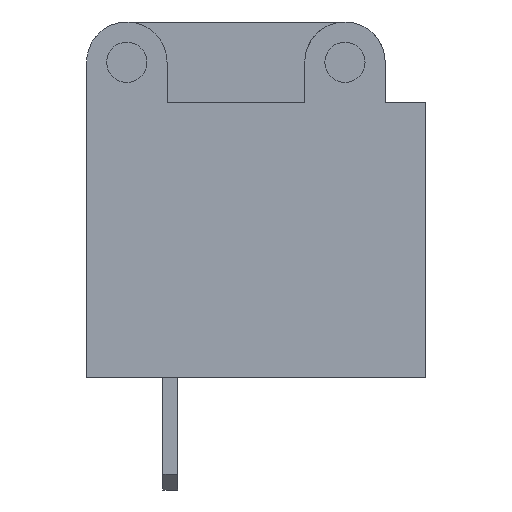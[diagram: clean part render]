
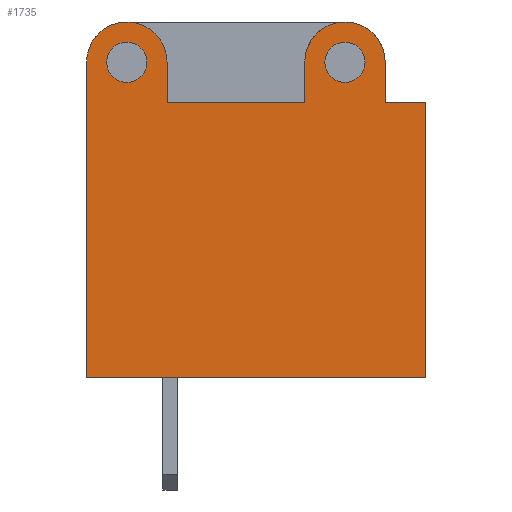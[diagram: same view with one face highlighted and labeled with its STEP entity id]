
A CAD part, left-side view. The second image highlights one B-rep face of the part: STEP entity #1735.
In plain terms, the highlighted planar face has unit normal (-1, 0, 0).
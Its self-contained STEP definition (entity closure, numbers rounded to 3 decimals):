
#13=DIRECTION('',(0.,0.,1.));
#22=VERTEX_POINT('',#23);
#23=CARTESIAN_POINT('',(-5.5,-12.05,0.));
#28=DIRECTION('',(1.,0.,0.));
#30=EDGE_CURVE('',#22,#31,#33,.T.);
#31=VERTEX_POINT('',#32);
#32=CARTESIAN_POINT('',(-5.5,-12.05,13.));
#33=LINE('',#23,#34);
#34=VECTOR('',#13,1.);
#58=VECTOR('',#59,1.);
#59=DIRECTION('',(0.,0.,-1.));
#257=DIRECTION('',(0.,1.,0.));
#262=EDGE_CURVE('',#263,#22,#265,.T.);
#263=VERTEX_POINT('',#264);
#264=CARTESIAN_POINT('',(-5.5,3.95,0.));
#265=LINE('',#264,#266);
#266=VECTOR('',#267,1.);
#267=DIRECTION('',(0.,-1.,0.));
#279=DIRECTION('',(-1.,0.,0.));
#818=VECTOR('',#819,1.);
#819=DIRECTION('',(0.,0.,-1.));
#1728=VERTEX_POINT('',#1729);
#1729=CARTESIAN_POINT('',(-5.5,-10.15,13.));
#1731=ORIENTED_EDGE('',*,*,#1732,.T.);
#1732=EDGE_CURVE('',#1728,#31,#1733,.T.);
#1733=LINE('',#1734,#266);
#1734=CARTESIAN_POINT('',(-5.5,3.95,13.));
#1735=ADVANCED_FACE('',(#1736,#1776,#1784),#1792,.F.);
#1736=FACE_BOUND('',#1737,.F.);
#1737=EDGE_LOOP('',(#1738,#1743,#1750,#1755,#1759,#1764,#1771,#1731,#1774,#1775));
#1738=ORIENTED_EDGE('',*,*,#1739,.F.);
#1739=EDGE_CURVE('',#1740,#263,#1742,.T.);
#1740=VERTEX_POINT('',#1741);
#1741=CARTESIAN_POINT('',(-5.5,3.95,14.9));
#1742=LINE('',#1741,#58);
#1743=ORIENTED_EDGE('',*,*,#1744,.T.);
#1744=EDGE_CURVE('',#1740,#1745,#1747,.T.);
#1745=VERTEX_POINT('',#1746);
#1746=CARTESIAN_POINT('',(-5.5,0.15,14.9));
#1747=CIRCLE('',#1748,1.9);
#1748=AXIS2_PLACEMENT_3D('',#1749,#28,#257);
#1749=CARTESIAN_POINT('',(-5.5,2.05,14.9));
#1750=ORIENTED_EDGE('',*,*,#1751,.T.);
#1751=EDGE_CURVE('',#1745,#1752,#1754,.T.);
#1752=VERTEX_POINT('',#1753);
#1753=CARTESIAN_POINT('',(-5.5,0.15,13.));
#1754=LINE('',#1746,#818);
#1755=ORIENTED_EDGE('',*,*,#1756,.T.);
#1756=EDGE_CURVE('',#1752,#1757,#1733,.T.);
#1757=VERTEX_POINT('',#1758);
#1758=CARTESIAN_POINT('',(-5.5,-6.35,13.));
#1759=ORIENTED_EDGE('',*,*,#1760,.T.);
#1760=EDGE_CURVE('',#1757,#1761,#1763,.T.);
#1761=VERTEX_POINT('',#1762);
#1762=CARTESIAN_POINT('',(-5.5,-6.35,14.9));
#1763=LINE('',#1758,#34);
#1764=ORIENTED_EDGE('',*,*,#1765,.T.);
#1765=EDGE_CURVE('',#1761,#1766,#1768,.T.);
#1766=VERTEX_POINT('',#1767);
#1767=CARTESIAN_POINT('',(-5.5,-10.15,14.9));
#1768=CIRCLE('',#1769,1.9);
#1769=AXIS2_PLACEMENT_3D('',#1770,#28,#257);
#1770=CARTESIAN_POINT('',(-5.5,-8.25,14.9));
#1771=ORIENTED_EDGE('',*,*,#1772,.T.);
#1772=EDGE_CURVE('',#1766,#1728,#1773,.T.);
#1773=LINE('',#1767,#818);
#1774=ORIENTED_EDGE('',*,*,#30,.F.);
#1775=ORIENTED_EDGE('',*,*,#262,.F.);
#1776=FACE_BOUND('',#1777,.F.);
#1777=EDGE_LOOP('',(#1778));
#1778=ORIENTED_EDGE('',*,*,#1779,.T.);
#1779=EDGE_CURVE('',#1780,#1780,#1782,.T.);
#1780=VERTEX_POINT('',#1781);
#1781=CARTESIAN_POINT('',(-5.5,1.1,14.9));
#1782=CIRCLE('',#1783,0.95);
#1783=AXIS2_PLACEMENT_3D('',#1749,#279,#267);
#1784=FACE_BOUND('',#1785,.F.);
#1785=EDGE_LOOP('',(#1786));
#1786=ORIENTED_EDGE('',*,*,#1787,.T.);
#1787=EDGE_CURVE('',#1788,#1788,#1790,.T.);
#1788=VERTEX_POINT('',#1789);
#1789=CARTESIAN_POINT('',(-5.5,-9.2,14.9));
#1790=CIRCLE('',#1791,0.95);
#1791=AXIS2_PLACEMENT_3D('',#1770,#279,#267);
#1792=PLANE('',#1793);
#1793=AXIS2_PLACEMENT_3D('',#264,#28,#267);
